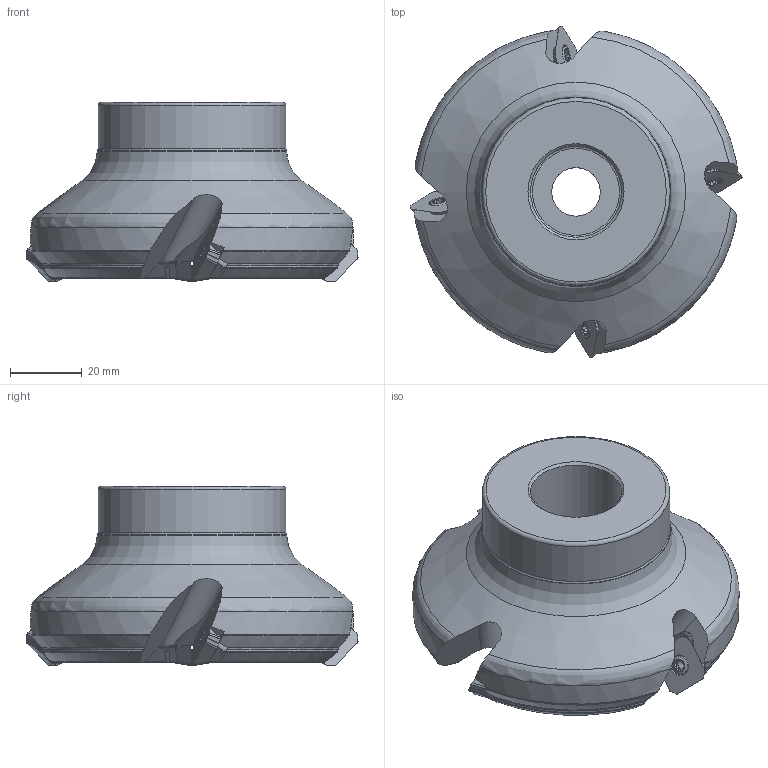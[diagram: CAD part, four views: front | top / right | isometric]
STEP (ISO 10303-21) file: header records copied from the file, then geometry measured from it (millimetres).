
FILE_DESCRIPTION(/* description */ (''),/* implementation_level */ '2;1');
FILE_NAME(/* name */ 'toolassembly_1.stp',/* time_stamp */ '2019-05-02T16:40:33+02:00',/* author */ (''),/* organization */ ('SMS'),/* preprocessor_version */ 'ST-DEVELOPER v15',/* originating_system */ 'SIEMENS PLM Software NX 8.5',/* authorisation */ '');
FILE_SCHEMA (('AUTOMOTIVE_DESIGN { 1 0 10303 214 3 1 1 1 }'));
Length unit declared in the file: millimetre
Products named in the file (4): CUT_20190502163954; NOCUT_20190502163918; ASSEMBLY_CONSTRUCTION; TOOLASSEMBLY_1
Assembly tree (6 placements, depth 2):
  TOOLASSEMBLY_1
    ASSEMBLY_CONSTRUCTION
    NOCUT_20190502163918
    CUT_20190502163954  x4
Bounding box: 92.63 x 92.63 x 50.01 mm (x, y, z)
Volume: 152293.6 mm3; surface area: 26335 mm2
Topology: 5 solids, 5 shells, 589 faces, 1778 edges, 1228 vertices
Faces by surface type: plane 224, extrusion 148, cone 72, cylinder 66, torus 63, sphere 16
Full cylindrical faces by diameter (mm): 3.5 x4, 4.1 x4, 5.25 x4, 13.5 x1, 22 x1, 25.41 x1, 25.9 x1, 52.386 x1, 52.886 x1
Entity records: 19121 total; most frequent: CARTESIAN_POINT 7404, ORIENTED_EDGE 2514, DIRECTION 2229, EDGE_CURVE 1257, AXIS2_PLACEMENT_3D 886, VERTEX_POINT 857, EDGE_LOOP 528, B_SPLINE_CURVE_WITH_KNOTS 468
